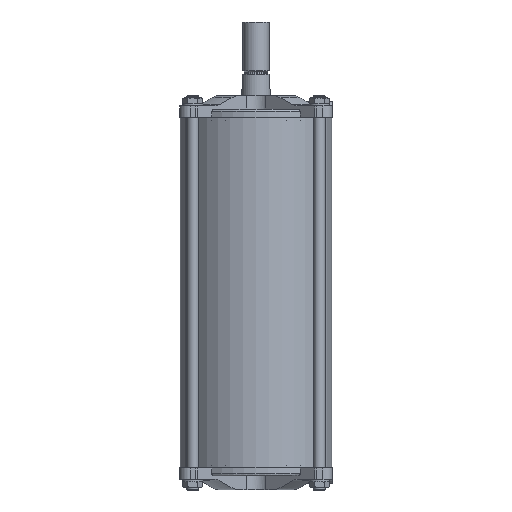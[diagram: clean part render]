
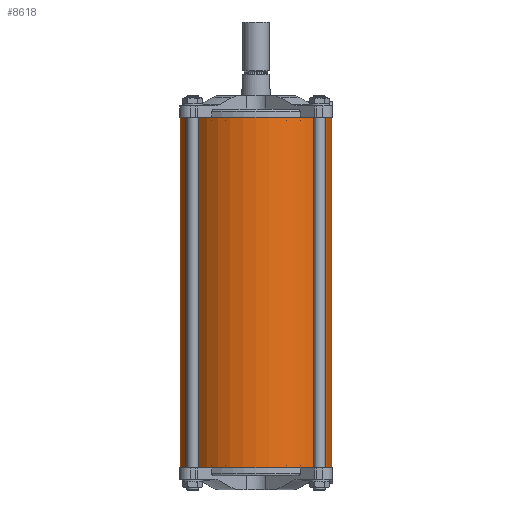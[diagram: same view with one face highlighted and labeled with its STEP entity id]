
A CAD part, front view. The second image highlights one B-rep face of the part: STEP entity #8618.
In plain terms, the highlighted cylindrical face has radius 105 mm (diameter 210 mm), a full revolution.
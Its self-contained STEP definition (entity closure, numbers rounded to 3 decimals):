
#1161=CYLINDRICAL_SURFACE('',#9423,105.);
#1502=CIRCLE('',#9401,105.);
#1503=CIRCLE('',#9403,105.);
#2741=ORIENTED_EDGE('',*,*,#5137,.F.);
#2742=ORIENTED_EDGE('',*,*,#5138,.T.);
#5137=EDGE_CURVE('',#6309,#6309,#1502,.T.);
#5138=EDGE_CURVE('',#6310,#6310,#1503,.T.);
#6309=VERTEX_POINT('',#15018);
#6310=VERTEX_POINT('',#15021);
#7165=EDGE_LOOP('',(#2741));
#7166=EDGE_LOOP('',(#2742));
#7837=FACE_BOUND('',#7165,.T.);
#7838=FACE_BOUND('',#7166,.T.);
#8618=ADVANCED_FACE('',(#7837,#7838),#1161,.T.);
#9401=AXIS2_PLACEMENT_3D('',#15017,#11002,#11003);
#9403=AXIS2_PLACEMENT_3D('',#15020,#11006,#11007);
#9423=AXIS2_PLACEMENT_3D('',#15074,#11057,#11058);
#11002=DIRECTION('',(0.,0.,-1.));
#11003=DIRECTION('',(-1.,0.,0.));
#11006=DIRECTION('',(0.,0.,-1.));
#11007=DIRECTION('',(-1.,0.,0.));
#11057=DIRECTION('',(0.,0.,-1.));
#11058=DIRECTION('',(-1.,0.,0.));
#15017=CARTESIAN_POINT('',(0.,0.,-484.4));
#15018=CARTESIAN_POINT('',(-105.,0.,-484.4));
#15020=CARTESIAN_POINT('',(0.,0.,0.));
#15021=CARTESIAN_POINT('',(-105.,0.,0.));
#15074=CARTESIAN_POINT('',(0.,0.,-480.7));
